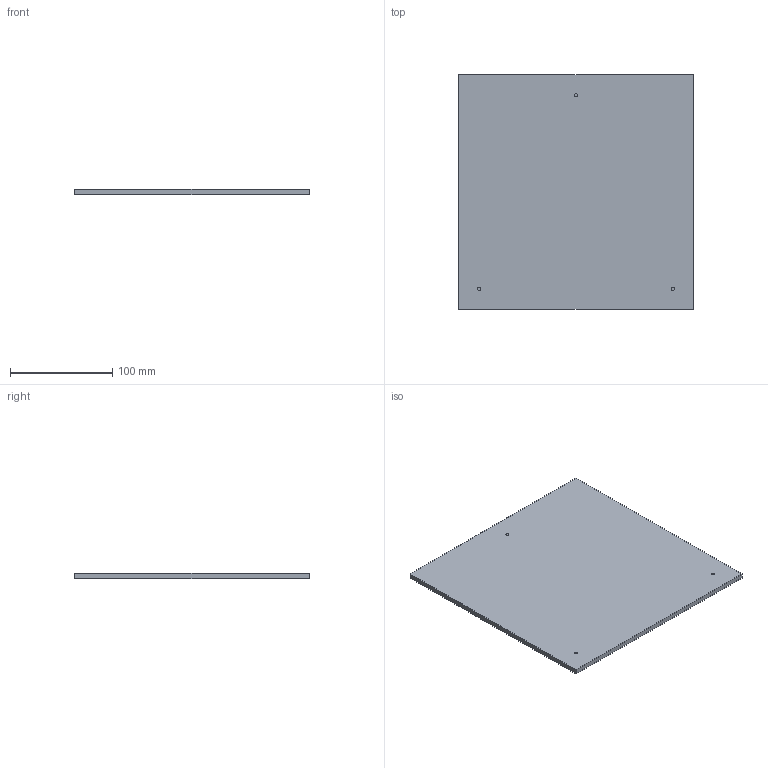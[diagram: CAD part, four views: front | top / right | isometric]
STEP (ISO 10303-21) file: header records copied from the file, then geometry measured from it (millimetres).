
FILE_DESCRIPTION(('FreeCAD Model'),'2;1');
FILE_NAME('plaque_230x230x5_sans-chanfrein2.step','2014-05-20T10:23:28',('FreeCAD'),('FreeCAD'), 'Open CASCADE STEP processor 6.3','FreeCAD','Unknown');
FILE_SCHEMA(('AUTOMOTIVE_DESIGN_CC2 { 1 2 10303 214 -1 1 5 4 }'));
Length unit declared in the file: millimetre
Products named in the file (8): Open CASCADE STEP translator 6.3 7; Open CASCADE STEP translator 6.3 7.1; Open CASCADE STEP translator 6.3 7.1.1; Open CASCADE STEP translator 6.3 7.1.2; Open CASCADE STEP translator 6.3 7.1.3; Open CASCADE STEP translator 6.3 7.2; Open CASCADE STEP translator 6.3 7.3; Open CASCADE STEP translator 6.3 7.4
Assembly tree (7 placements, depth 3):
  Open CASCADE STEP translator 6.3 7
    Open CASCADE STEP translator 6.3 7.1
      Open CASCADE STEP translator 6.3 7.1.1
      Open CASCADE STEP translator 6.3 7.1.2
      Open CASCADE STEP translator 6.3 7.1.3
    Open CASCADE STEP translator 6.3 7.2
    Open CASCADE STEP translator 6.3 7.3
    Open CASCADE STEP translator 6.3 7.4
Bounding box: 230 x 230 x 5 mm (x, y, z)
Surface area: 220899 mm2
Topology: 2 solids, 2 shells, 15 faces, 43 edges, 36 vertices
Faces by surface type: plane 12, cylinder 3
Full cylindrical faces by diameter (mm): 3 x3
Entity records: 1140 total; most frequent: CARTESIAN_POINT 231, DIRECTION 164, LINE 94, VECTOR 94, ORIENTED_EDGE 72, PCURVE 72, DEFINITIONAL_REPRESENTATION 72, EDGE_CURVE 36
